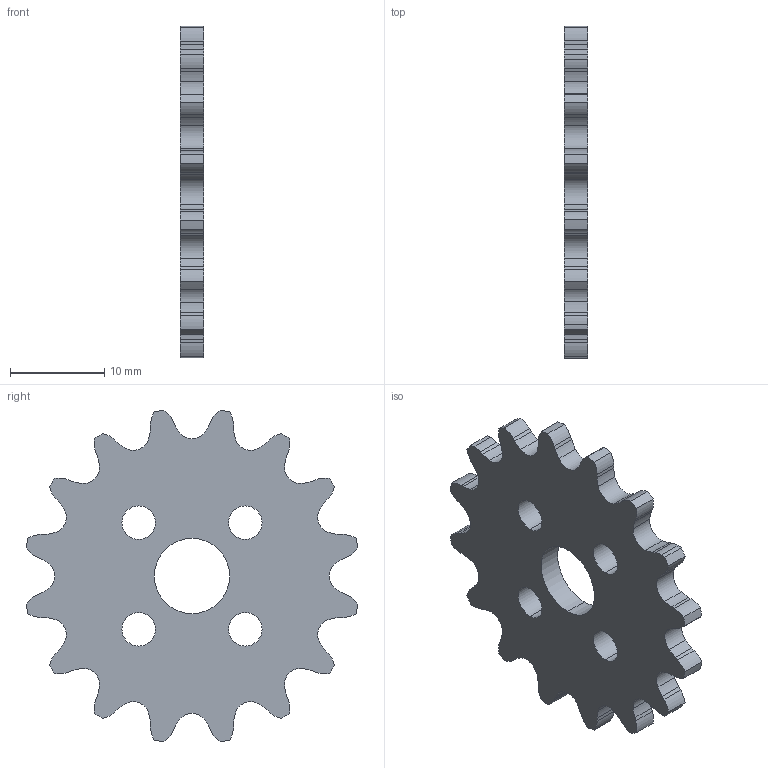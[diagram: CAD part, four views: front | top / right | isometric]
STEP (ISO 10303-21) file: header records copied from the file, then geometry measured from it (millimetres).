
FILE_DESCRIPTION (( 'STEP AP214' ), '1' );
FILE_NAME ('am-3282 16t Ninja Star Sprocket.STEP', '2015-10-07T14:21:06', ( '' ), ( '' ), 'SwSTEP 2.0', 'SolidWorks 2014', '' );
FILE_SCHEMA (( 'AUTOMOTIVE_DESIGN' ));
Length unit declared in the file: inch
Products named in the file (1): am-3282 16t Ninja Star Sprocket
Bounding box: 2.49 x 35.23 x 35.23 mm (x, y, z)
Volume: 1791.8 mm3; surface area: 2010.3 mm2
Topology: 1 solids, 1 shells, 147 faces, 435 edges, 290 vertices
Faces by surface type: cylinder 113, plane 34
Entity records: 5095 total; most frequent: DIRECTION 957, CARTESIAN_POINT 873, ORIENTED_EDGE 870, EDGE_CURVE 435, AXIS2_PLACEMENT_3D 374, VERTEX_POINT 290, CIRCLE 226, VECTOR 209
